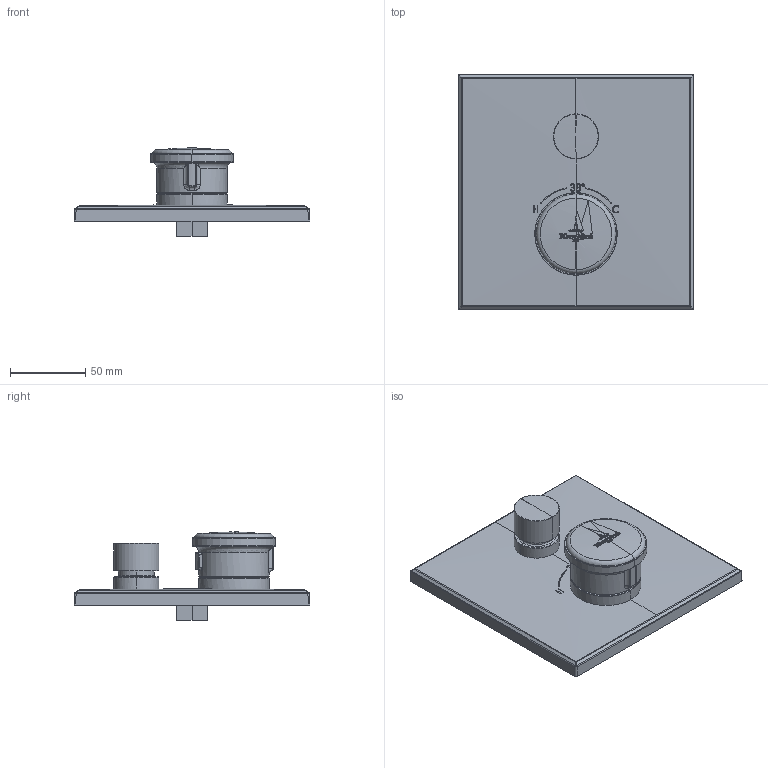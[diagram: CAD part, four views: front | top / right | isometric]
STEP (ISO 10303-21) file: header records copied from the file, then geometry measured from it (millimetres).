
FILE_DESCRIPTION((''),'2;1');
FILE_NAME('TVS117001002_3DPL','2025-07-02T11:30:08',('MaiP'),(''),'CREO PARAMETRIC BY PTC INC, 2024253','CREO PARAMETRIC BY PTC INC, 2024253','');
FILE_SCHEMA(('AP242_MANAGED_MODEL_BASED_3D_ENGINEERING_MIM_LF { 1 0 10303 442 1 1 4 }'));
Length unit declared in the file: millimetre
Products named in the file (1): TVS117001002_3DPL
Bounding box: 157 x 157 x 58.67 mm (x, y, z)
Volume: 342040.5 mm3; surface area: 67040.1 mm2
Topology: 1 solids, 29 shells, 753 faces, 2018 edges, 1331 vertices
Faces by surface type: plane 351, extrusion 194, cylinder 108, sphere 48, bspline 27, torus 25
Entity records: 29426 total; most frequent: CARTESIAN_POINT 10047, ORIENTED_EDGE 3726, DIRECTION 3125, EDGE_CURVE 1989, VERTEX_POINT 1303, VECTOR 1141, AXIS2_PLACEMENT_3D 992, LINE 947
